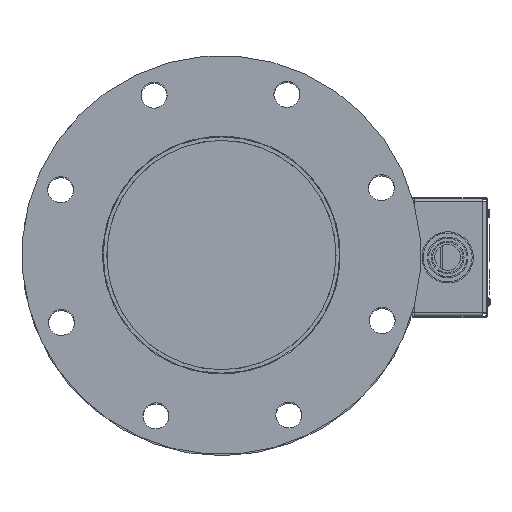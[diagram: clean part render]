
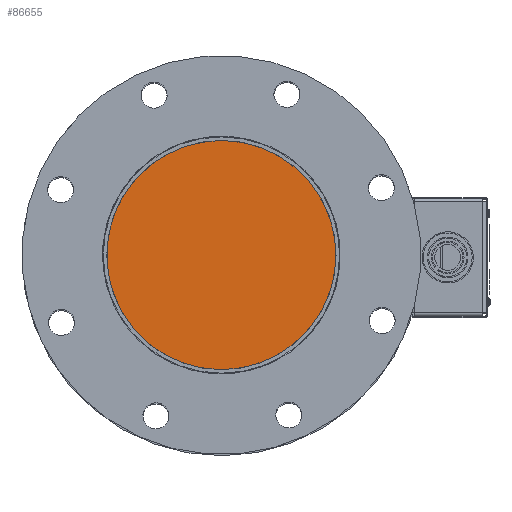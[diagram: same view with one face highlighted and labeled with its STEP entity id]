
A CAD part, top view. The second image highlights one B-rep face of the part: STEP entity #86655.
In plain terms, the highlighted planar face has unit normal (0, 0, 1).
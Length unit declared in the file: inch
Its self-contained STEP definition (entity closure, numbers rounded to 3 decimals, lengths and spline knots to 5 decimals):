
#952 = FACE_OUTER_BOUND ( 'NONE', #19067, .T. ) ;
#2170 = EDGE_CURVE ( 'NONE', #125566, #8141, #90061, .T. ) ;
#8141 = VERTEX_POINT ( 'NONE', #149613 ) ;
#19067 = EDGE_LOOP ( 'NONE', ( #121187, #152072 ) ) ;
#29846 = PLANE ( 'NONE',  #52058 ) ;
#40744 = AXIS2_PLACEMENT_3D ( 'NONE', #139804, #58811, #153380 ) ;
#42900 = CARTESIAN_POINT ( 'NONE',  ( 0., 0., 23.73976 ) ) ;
#43052 = CARTESIAN_POINT ( 'NONE',  ( 0., 0., 23.73976 ) ) ;
#52058 = AXIS2_PLACEMENT_3D ( 'NONE', #42900, #138102, #57088 ) ;
#56678 = DIRECTION ( 'NONE',  ( 0.102, -0.995, 0. ) ) ;
#57088 = DIRECTION ( 'NONE',  ( 0.102, -0.995, 0. ) ) ;
#58811 = DIRECTION ( 'NONE',  ( 0., 0., 1. ) ) ;
#72429 = AXIS2_PLACEMENT_3D ( 'NONE', #43052, #137697, #56678 ) ;
#86655 = ADVANCED_FACE ( 'NONE', ( #952 ), #29846, .T. ) ;
#90061 = CIRCLE ( 'NONE', #40744, 3.88 ) ;
#121187 = ORIENTED_EDGE ( 'NONE', *, *, #2170, .T. ) ;
#125566 = VERTEX_POINT ( 'NONE', #130418 ) ;
#130418 = CARTESIAN_POINT ( 'NONE',  ( 0.39656, -3.85968, 23.73976 ) ) ;
#134581 = CIRCLE ( 'NONE', #72429, 3.88 ) ;
#137697 = DIRECTION ( 'NONE',  ( 0., 0., 1. ) ) ;
#138102 = DIRECTION ( 'NONE',  ( 0., 0., 1. ) ) ;
#139804 = CARTESIAN_POINT ( 'NONE',  ( 0., 0., 23.73976 ) ) ;
#149613 = CARTESIAN_POINT ( 'NONE',  ( -0.39656, 3.85968, 23.73976 ) ) ;
#152072 = ORIENTED_EDGE ( 'NONE', *, *, #170173, .T. ) ;
#153380 = DIRECTION ( 'NONE',  ( 0.102, -0.995, 0. ) ) ;
#170173 = EDGE_CURVE ( 'NONE', #8141, #125566, #134581, .T. ) ;
